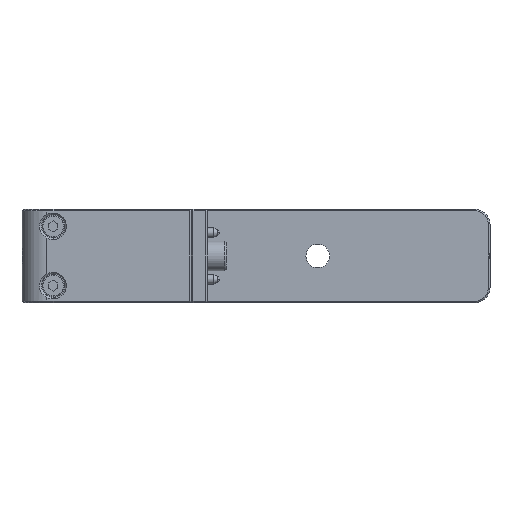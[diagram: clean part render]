
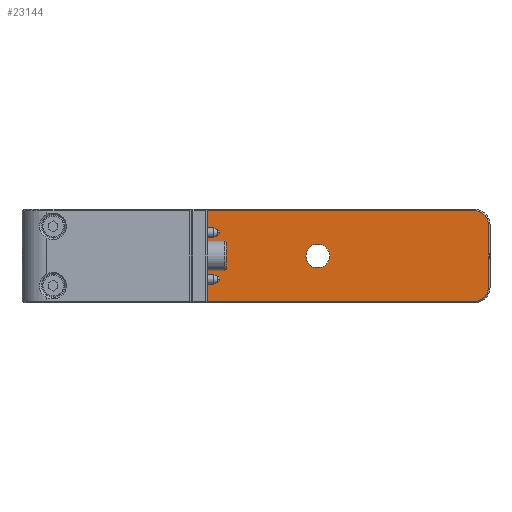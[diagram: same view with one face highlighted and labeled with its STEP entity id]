
A CAD part, front view. The second image highlights one B-rep face of the part: STEP entity #23144.
In plain terms, the highlighted planar face has unit normal (0, -1, 0).
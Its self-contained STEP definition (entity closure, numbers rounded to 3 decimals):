
#46 = EDGE_CURVE ( 'NONE', #28274, #11431, #25221, .T. ) ;
#605 = CARTESIAN_POINT ( 'NONE',  ( 0., 54.55, -32.5 ) ) ;
#719 = AXIS2_PLACEMENT_3D ( 'NONE', #1806, #1774, #1738 ) ;
#865 = CIRCLE ( 'NONE', #19305, 3.782 ) ;
#911 = LINE ( 'NONE', #26420, #12595 ) ;
#1641 = EDGE_CURVE ( 'NONE', #14633, #28274, #25311, .T. ) ;
#1738 = DIRECTION ( 'NONE',  ( 0., 0., -1. ) ) ;
#1774 = DIRECTION ( 'NONE',  ( 0., -1., 0. ) ) ;
#1806 = CARTESIAN_POINT ( 'NONE',  ( 50.2, 54.55, -22.5 ) ) ;
#2355 = AXIS2_PLACEMENT_3D ( 'NONE', #24443, #27027, #12005 ) ;
#2723 = AXIS2_PLACEMENT_3D ( 'NONE', #605, #18063, #3032 ) ;
#3032 = DIRECTION ( 'NONE',  ( 0., 0., -1. ) ) ;
#3145 = VECTOR ( 'NONE', #11823, 1000. ) ;
#3273 = VECTOR ( 'NONE', #7291, 1000. ) ;
#3303 = EDGE_CURVE ( 'NONE', #20035, #14633, #3838, .T. ) ;
#3384 = LINE ( 'NONE', #14766, #3273 ) ;
#3687 = CARTESIAN_POINT ( 'NONE',  ( 50.2, 54.55, -47. ) ) ;
#3838 = CIRCLE ( 'NONE', #26286, 4.5 ) ;
#5276 = CARTESIAN_POINT ( 'NONE',  ( -50., 54.55, -32.5 ) ) ;
#5311 = VECTOR ( 'NONE', #13907, 1000. ) ;
#5603 = ORIENTED_EDGE ( 'NONE', *, *, #17384, .T. ) ;
#6036 = CARTESIAN_POINT ( 'NONE',  ( 54.7, 54.55, -42.5 ) ) ;
#6637 = VERTEX_POINT ( 'NONE', #28164 ) ;
#6997 = PLANE ( 'NONE',  #2355 ) ;
#7291 = DIRECTION ( 'NONE',  ( 0., 0., -1. ) ) ;
#7384 = AXIS2_PLACEMENT_3D ( 'NONE', #26811, #26835, #26876 ) ;
#7795 = DIRECTION ( 'NONE',  ( 0., 0., -1. ) ) ;
#7908 = VERTEX_POINT ( 'NONE', #13946 ) ;
#8106 = CARTESIAN_POINT ( 'NONE',  ( 50.2, 54.55, -42.5 ) ) ;
#9273 = EDGE_CURVE ( 'NONE', #6637, #21431, #19346, .T. ) ;
#10605 = DIRECTION ( 'NONE',  ( 0., -1., 0. ) ) ;
#11428 = CARTESIAN_POINT ( 'NONE',  ( -74.3, 54.55, -47. ) ) ;
#11431 = VERTEX_POINT ( 'NONE', #12231 ) ;
#11510 = CARTESIAN_POINT ( 'NONE',  ( -50., 54.55, -28.718 ) ) ;
#11565 = EDGE_CURVE ( 'NONE', #7908, #22319, #865, .T. ) ;
#11823 = DIRECTION ( 'NONE',  ( 1., 0., 0. ) ) ;
#12005 = DIRECTION ( 'NONE',  ( 0., 0., -1. ) ) ;
#12231 = CARTESIAN_POINT ( 'NONE',  ( 50.2, 54.55, -18. ) ) ;
#12595 = VECTOR ( 'NONE', #23944, 1000. ) ;
#13878 = CARTESIAN_POINT ( 'NONE',  ( 54.7, 54.55, -17.5 ) ) ;
#13907 = DIRECTION ( 'NONE',  ( 0., 0., 1. ) ) ;
#13946 = CARTESIAN_POINT ( 'NONE',  ( -50., 54.55, -36.282 ) ) ;
#14633 = VERTEX_POINT ( 'NONE', #6036 ) ;
#14691 = CARTESIAN_POINT ( 'NONE',  ( -74.3, 54.55, -18. ) ) ;
#14766 = CARTESIAN_POINT ( 'NONE',  ( -74.3, 54.55, -47.5 ) ) ;
#14986 = FACE_BOUND ( 'NONE', #21131, .T. ) ;
#15020 = ORIENTED_EDGE ( 'NONE', *, *, #19047, .T. ) ;
#15693 = CIRCLE ( 'NONE', #2723, 3.782 ) ;
#16213 = ORIENTED_EDGE ( 'NONE', *, *, #46, .T. ) ;
#17384 = EDGE_CURVE ( 'NONE', #21431, #6637, #15693, .T. ) ;
#18063 = DIRECTION ( 'NONE',  ( 0., 1., 0. ) ) ;
#18085 = ORIENTED_EDGE ( 'NONE', *, *, #9273, .T. ) ;
#18184 = CARTESIAN_POINT ( 'NONE',  ( 54.7, 54.55, -22.5 ) ) ;
#18735 = CARTESIAN_POINT ( 'NONE',  ( 0., 54.55, -28.718 ) ) ;
#19047 = EDGE_CURVE ( 'NONE', #22319, #7908, #24769, .T. ) ;
#19305 = AXIS2_PLACEMENT_3D ( 'NONE', #31264, #31184, #31112 ) ;
#19346 = CIRCLE ( 'NONE', #7384, 3.782 ) ;
#19351 = ORIENTED_EDGE ( 'NONE', *, *, #3303, .T. ) ;
#19708 = FACE_BOUND ( 'NONE', #25037, .T. ) ;
#20035 = VERTEX_POINT ( 'NONE', #3687 ) ;
#20090 = ORIENTED_EDGE ( 'NONE', *, *, #25742, .T. ) ;
#20123 = FACE_OUTER_BOUND ( 'NONE', #26204, .T. ) ;
#21131 = EDGE_LOOP ( 'NONE', ( #15020, #21687 ) ) ;
#21431 = VERTEX_POINT ( 'NONE', #18735 ) ;
#21687 = ORIENTED_EDGE ( 'NONE', *, *, #11565, .T. ) ;
#22319 = VERTEX_POINT ( 'NONE', #11510 ) ;
#22412 = EDGE_CURVE ( 'NONE', #26757, #20035, #27123, .T. ) ;
#22831 = DIRECTION ( 'NONE',  ( 0., 1., 0. ) ) ;
#23144 = ADVANCED_FACE ( 'NONE', ( #20123, #14986, #19708 ), #6997, .T. ) ;
#23201 = VERTEX_POINT ( 'NONE', #14691 ) ;
#23672 = ORIENTED_EDGE ( 'NONE', *, *, #1641, .T. ) ;
#23944 = DIRECTION ( 'NONE',  ( -1., 0., 0. ) ) ;
#24443 = CARTESIAN_POINT ( 'NONE',  ( 55.2, 54.55, -17.5 ) ) ;
#24769 = CIRCLE ( 'NONE', #25482, 3.782 ) ;
#25037 = EDGE_LOOP ( 'NONE', ( #5603, #18085 ) ) ;
#25185 = ORIENTED_EDGE ( 'NONE', *, *, #29053, .T. ) ;
#25221 = CIRCLE ( 'NONE', #719, 4.5 ) ;
#25311 = LINE ( 'NONE', #13878, #5311 ) ;
#25482 = AXIS2_PLACEMENT_3D ( 'NONE', #5276, #22831, #7795 ) ;
#25742 = EDGE_CURVE ( 'NONE', #23201, #26757, #3384, .T. ) ;
#26204 = EDGE_LOOP ( 'NONE', ( #19351, #23672, #16213, #25185, #20090, #26749 ) ) ;
#26286 = AXIS2_PLACEMENT_3D ( 'NONE', #8106, #10605, #28127 ) ;
#26420 = CARTESIAN_POINT ( 'NONE',  ( 55.2, 54.55, -18. ) ) ;
#26749 = ORIENTED_EDGE ( 'NONE', *, *, #22412, .T. ) ;
#26757 = VERTEX_POINT ( 'NONE', #11428 ) ;
#26811 = CARTESIAN_POINT ( 'NONE',  ( 0., 54.55, -32.5 ) ) ;
#26835 = DIRECTION ( 'NONE',  ( 0., 1., 0. ) ) ;
#26852 = CARTESIAN_POINT ( 'NONE',  ( 55.2, 54.55, -47. ) ) ;
#26876 = DIRECTION ( 'NONE',  ( 0., 0., -1. ) ) ;
#27027 = DIRECTION ( 'NONE',  ( 0., -1., 0. ) ) ;
#27123 = LINE ( 'NONE', #26852, #3145 ) ;
#28127 = DIRECTION ( 'NONE',  ( 0., 0., -1. ) ) ;
#28164 = CARTESIAN_POINT ( 'NONE',  ( 0., 54.55, -36.282 ) ) ;
#28274 = VERTEX_POINT ( 'NONE', #18184 ) ;
#29053 = EDGE_CURVE ( 'NONE', #11431, #23201, #911, .T. ) ;
#31112 = DIRECTION ( 'NONE',  ( 0., 0., -1. ) ) ;
#31184 = DIRECTION ( 'NONE',  ( 0., 1., 0. ) ) ;
#31264 = CARTESIAN_POINT ( 'NONE',  ( -50., 54.55, -32.5 ) ) ;
